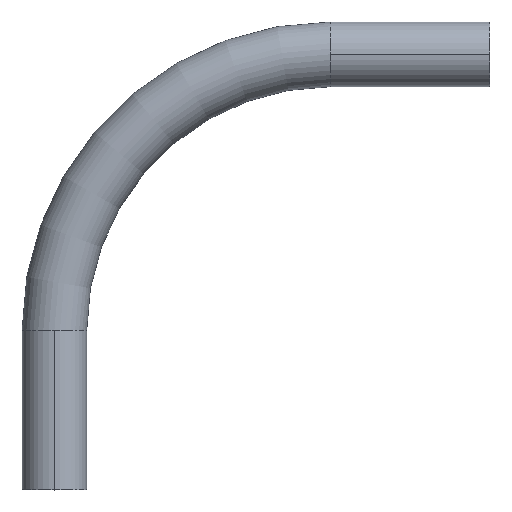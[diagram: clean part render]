
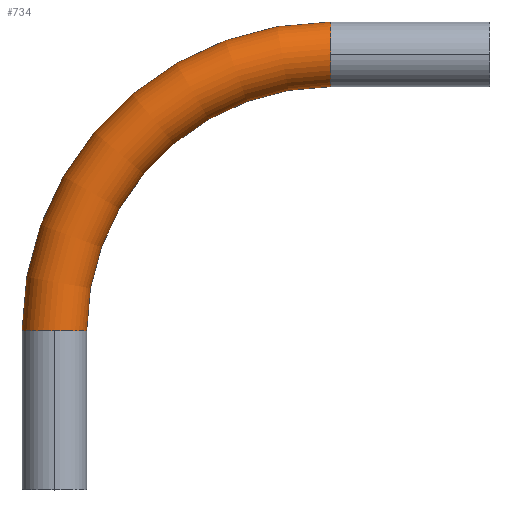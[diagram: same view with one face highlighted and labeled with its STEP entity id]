
A CAD part, top view. The second image highlights one B-rep face of the part: STEP entity #734.
In plain terms, the highlighted toroidal (fillet/blend) face has major radius 150 mm and minor radius 17.55 mm.
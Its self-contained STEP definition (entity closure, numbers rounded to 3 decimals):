
#35 = EDGE_CURVE ( 'NONE', #677, #156, #208, .T. ) ;
#45 = DIRECTION ( 'NONE',  ( -1., 0., 0. ) ) ;
#74 = CIRCLE ( 'NONE', #266, 17.55 ) ;
#90 = DIRECTION ( 'NONE',  ( 0., 0., -1. ) ) ;
#92 = FACE_OUTER_BOUND ( 'NONE', #283, .T. ) ;
#123 = AXIS2_PLACEMENT_3D ( 'NONE', #319, #559, #257 ) ;
#140 = VERTEX_POINT ( 'NONE', #455 ) ;
#156 = VERTEX_POINT ( 'NONE', #638 ) ;
#160 = DIRECTION ( 'NONE',  ( 0., 0., 1. ) ) ;
#163 = EDGE_CURVE ( 'NONE', #779, #715, #596, .T. ) ;
#180 = EDGE_CURVE ( 'NONE', #156, #140, #197, .T. ) ;
#197 = CIRCLE ( 'NONE', #466, 17.55 ) ;
#208 = CIRCLE ( 'NONE', #640, 132.45 ) ;
#220 = CARTESIAN_POINT ( 'NONE',  ( -132.45, 0., 0. ) ) ;
#257 = DIRECTION ( 'NONE',  ( 0., 0., 1. ) ) ;
#259 = CARTESIAN_POINT ( 'NONE',  ( -150., 0., 17.55 ) ) ;
#266 = AXIS2_PLACEMENT_3D ( 'NONE', #388, #279, #510 ) ;
#269 = DIRECTION ( 'NONE',  ( 0., 0., 1. ) ) ;
#279 = DIRECTION ( 'NONE',  ( 0., -1., 0. ) ) ;
#283 = EDGE_LOOP ( 'NONE', ( #758, #346, #423, #657, #425, #634 ) ) ;
#290 = DIRECTION ( 'NONE',  ( -1., 0., 0. ) ) ;
#292 = DIRECTION ( 'NONE',  ( 0., 0., -1. ) ) ;
#299 = CARTESIAN_POINT ( 'NONE',  ( -167.55, 0., 0. ) ) ;
#319 = CARTESIAN_POINT ( 'NONE',  ( 0., 150., 0. ) ) ;
#346 = ORIENTED_EDGE ( 'NONE', *, *, #568, .F. ) ;
#382 = CIRCLE ( 'NONE', #123, 17.55 ) ;
#388 = CARTESIAN_POINT ( 'NONE',  ( -150., 0., 0. ) ) ;
#408 = CARTESIAN_POINT ( 'NONE',  ( 0., 167.55, 0. ) ) ;
#423 = ORIENTED_EDGE ( 'NONE', *, *, #594, .F. ) ;
#425 = ORIENTED_EDGE ( 'NONE', *, *, #180, .T. ) ;
#430 = EDGE_CURVE ( 'NONE', #140, #715, #382, .T. ) ;
#434 = AXIS2_PLACEMENT_3D ( 'NONE', #649, #90, #785 ) ;
#454 = DIRECTION ( 'NONE',  ( 0., -1., 0. ) ) ;
#455 = CARTESIAN_POINT ( 'NONE',  ( 0., 150., 17.55 ) ) ;
#466 = AXIS2_PLACEMENT_3D ( 'NONE', #725, #45, #160 ) ;
#509 = VERTEX_POINT ( 'NONE', #259 ) ;
#510 = DIRECTION ( 'NONE',  ( 0., 0., 1. ) ) ;
#527 = DIRECTION ( 'NONE',  ( 0., 0., -1. ) ) ;
#559 = DIRECTION ( 'NONE',  ( -1., 0., 0. ) ) ;
#568 = EDGE_CURVE ( 'NONE', #509, #779, #74, .T. ) ;
#577 = CARTESIAN_POINT ( 'NONE',  ( 0., 0., 0. ) ) ;
#580 = CIRCLE ( 'NONE', #765, 17.55 ) ;
#594 = EDGE_CURVE ( 'NONE', #677, #509, #580, .T. ) ;
#596 = CIRCLE ( 'NONE', #782, 167.55 ) ;
#629 = CARTESIAN_POINT ( 'NONE',  ( -150., 0., 0. ) ) ;
#634 = ORIENTED_EDGE ( 'NONE', *, *, #430, .T. ) ;
#638 = CARTESIAN_POINT ( 'NONE',  ( 0., 132.45, 0. ) ) ;
#640 = AXIS2_PLACEMENT_3D ( 'NONE', #577, #527, #703 ) ;
#649 = CARTESIAN_POINT ( 'NONE',  ( 0., 0., 0. ) ) ;
#653 = TOROIDAL_SURFACE ( 'NONE', #434, 150., 17.55 ) ;
#657 = ORIENTED_EDGE ( 'NONE', *, *, #35, .T. ) ;
#659 = CARTESIAN_POINT ( 'NONE',  ( 0., 0., 0. ) ) ;
#677 = VERTEX_POINT ( 'NONE', #220 ) ;
#703 = DIRECTION ( 'NONE',  ( -1., 0., 0. ) ) ;
#715 = VERTEX_POINT ( 'NONE', #408 ) ;
#725 = CARTESIAN_POINT ( 'NONE',  ( 0., 150., 0. ) ) ;
#734 = ADVANCED_FACE ( 'NONE', ( #92 ), #653, .T. ) ;
#758 = ORIENTED_EDGE ( 'NONE', *, *, #163, .F. ) ;
#765 = AXIS2_PLACEMENT_3D ( 'NONE', #629, #454, #269 ) ;
#779 = VERTEX_POINT ( 'NONE', #299 ) ;
#782 = AXIS2_PLACEMENT_3D ( 'NONE', #659, #292, #290 ) ;
#785 = DIRECTION ( 'NONE',  ( -1., 0., 0. ) ) ;
